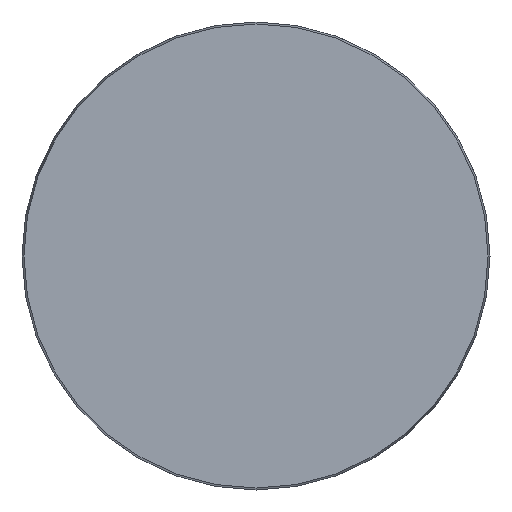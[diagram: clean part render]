
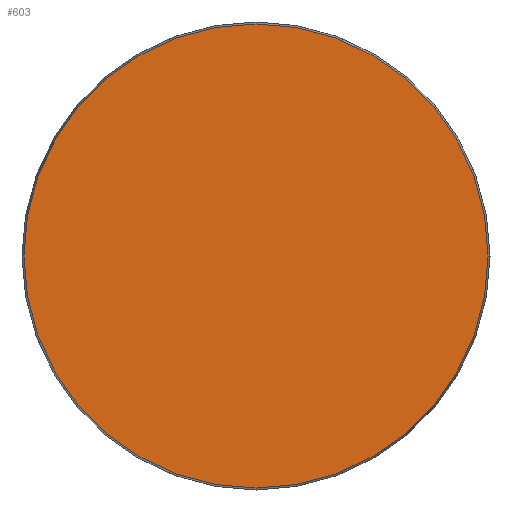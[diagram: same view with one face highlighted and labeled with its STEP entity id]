
A CAD part, front view. The second image highlights one B-rep face of the part: STEP entity #603.
In plain terms, the highlighted planar face has unit normal (0, -1, 0).
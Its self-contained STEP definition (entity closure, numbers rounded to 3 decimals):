
#4 = AXIS2_PLACEMENT_3D ( 'NONE', #559, #608, #661 ) ;
#163 = EDGE_CURVE ( 'NONE', #278, #278, #309, .T. ) ;
#166 = CARTESIAN_POINT ( 'NONE',  ( 0., 0., -68.425 ) ) ;
#263 = ORIENTED_EDGE ( 'NONE', *, *, #163, .T. ) ;
#278 = VERTEX_POINT ( 'NONE', #166 ) ;
#297 = EDGE_LOOP ( 'NONE', ( #263 ) ) ;
#309 = CIRCLE ( 'NONE', #4, 68.425 ) ;
#317 = DIRECTION ( 'NONE',  ( 0., 0., 1. ) ) ;
#327 = FACE_OUTER_BOUND ( 'NONE', #297, .T. ) ;
#331 = PLANE ( 'NONE',  #742 ) ;
#376 = CARTESIAN_POINT ( 'NONE',  ( -68.425, 0., 0. ) ) ;
#559 = CARTESIAN_POINT ( 'NONE',  ( 0., 0., 0. ) ) ;
#601 = DIRECTION ( 'NONE',  ( 0., 1., 0. ) ) ;
#603 = ADVANCED_FACE ( 'NONE', ( #327 ), #331, .F. ) ;
#608 = DIRECTION ( 'NONE',  ( 0., -1., 0. ) ) ;
#661 = DIRECTION ( 'NONE',  ( 0., 0., -1. ) ) ;
#742 = AXIS2_PLACEMENT_3D ( 'NONE', #376, #601, #317 ) ;
